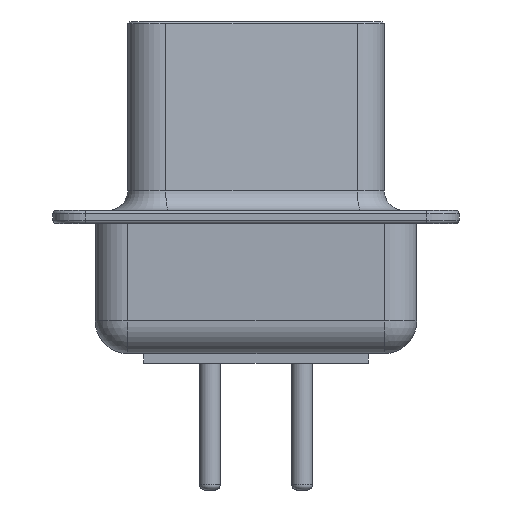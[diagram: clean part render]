
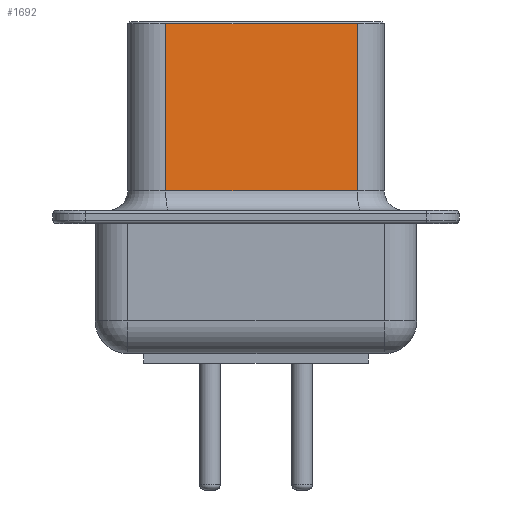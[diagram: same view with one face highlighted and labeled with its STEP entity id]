
A CAD part, left-side view. The second image highlights one B-rep face of the part: STEP entity #1692.
In plain terms, the highlighted planar face has unit normal (-0.985, -0.173, 0).
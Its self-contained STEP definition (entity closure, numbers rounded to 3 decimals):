
#1318 = VERTEX_POINT('',#1319);
#1319 = CARTESIAN_POINT('',(-2.849,1.357,10.45));
#1366 = EDGE_CURVE('',#1318,#1367,#1369,.T.);
#1367 = VERTEX_POINT('',#1368);
#1368 = CARTESIAN_POINT('',(-1.815,-4.543,10.45));
#1369 = LINE('',#1370,#1371);
#1370 = CARTESIAN_POINT('',(-2.849,1.357,10.45));
#1371 = VECTOR('',#1372,1.);
#1372 = DIRECTION('',(0.173,-0.985,-0.));
#1649 = VERTEX_POINT('',#1650);
#1650 = CARTESIAN_POINT('',(-2.849,1.357,5.3));
#1657 = EDGE_CURVE('',#1649,#1318,#1658,.T.);
#1658 = LINE('',#1659,#1660);
#1659 = CARTESIAN_POINT('',(-2.849,1.357,4.7));
#1660 = VECTOR('',#1661,1.);
#1661 = DIRECTION('',(0.,0.,1.));
#1692 = ADVANCED_FACE('',(#1693),#1711,.T.);
#1693 = FACE_BOUND('',#1694,.T.);
#1694 = EDGE_LOOP('',(#1695,#1703,#1704,#1705));
#1695 = ORIENTED_EDGE('',*,*,#1696,.T.);
#1696 = EDGE_CURVE('',#1697,#1367,#1699,.T.);
#1697 = VERTEX_POINT('',#1698);
#1698 = CARTESIAN_POINT('',(-1.815,-4.543,5.3));
#1699 = LINE('',#1700,#1701);
#1700 = CARTESIAN_POINT('',(-1.815,-4.543,4.7));
#1701 = VECTOR('',#1702,1.);
#1702 = DIRECTION('',(0.,0.,1.));
#1703 = ORIENTED_EDGE('',*,*,#1366,.F.);
#1704 = ORIENTED_EDGE('',*,*,#1657,.F.);
#1705 = ORIENTED_EDGE('',*,*,#1706,.F.);
#1706 = EDGE_CURVE('',#1697,#1649,#1707,.T.);
#1707 = LINE('',#1708,#1709);
#1708 = CARTESIAN_POINT('',(-1.815,-4.543,5.3));
#1709 = VECTOR('',#1710,1.);
#1710 = DIRECTION('',(-0.173,0.985,0.));
#1711 = PLANE('',#1712);
#1712 = AXIS2_PLACEMENT_3D('',#1713,#1714,#1715);
#1713 = CARTESIAN_POINT('',(-1.67,-5.37,4.7));
#1714 = DIRECTION('',(-0.985,-0.173,0.));
#1715 = DIRECTION('',(-0.173,0.985,0.));
